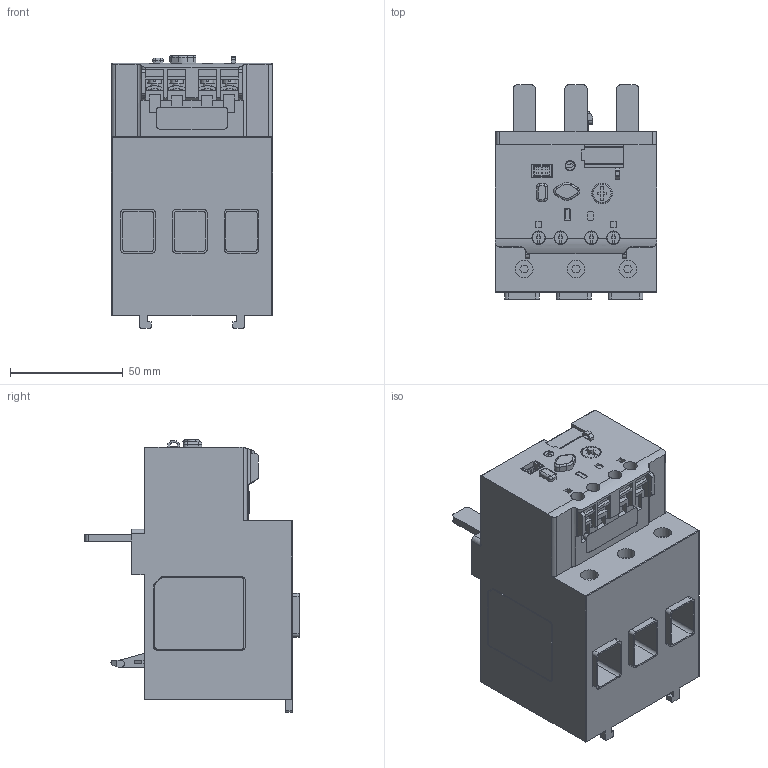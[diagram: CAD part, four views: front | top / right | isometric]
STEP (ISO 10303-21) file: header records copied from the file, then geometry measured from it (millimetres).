
FILE_DESCRIPTION(/* description */ ('STEP AP214'),/* implementation_level */ '2;1');
FILE_NAME(/* name */ '193-1EFGE',/* time_stamp */ '2023-08-23T20:08:51+02:00',/* author */ ('License CC BY-ND 4.0'),/* organization */ ('CADENAS'),/* preprocessor_version */ 'ST-DEVELOPER v19.3',/* originating_system */ 'PARTsolutions',/* authorisation */ ' ');
FILE_SCHEMA (('FEATURE_BASED_PROCESS_PLANNING','AUTOMOTIVE_DESIGN {1 0 10303 214 3 1 1}'));
Length unit declared in the file: millimetre
Products named in the file (1): 193-1EFGE
Bounding box: 71.53 x 95.17 x 121.1 mm (x, y, z)
Volume: 413526.1 mm3; surface area: 64886.5 mm2
Topology: 1 solids, 1 shells, 968 faces, 2633 edges, 1739 vertices
Faces by surface type: plane 687, cylinder 264, torus 9, cone 4, sphere 4
Full cylindrical faces by diameter (mm): 3.5 x8, 3.706 x4, 4.51 x1, 6 x4, 7.81 x3, 9 x1, 9.08 x1
Entity records: 30326 total; most frequent: CARTESIAN_POINT 5438, ORIENTED_EDGE 5196, DIRECTION 5062, EDGE_CURVE 2598, LINE 2032, VECTOR 2032, VERTEX_POINT 1735, AXIS2_PLACEMENT_3D 1515
